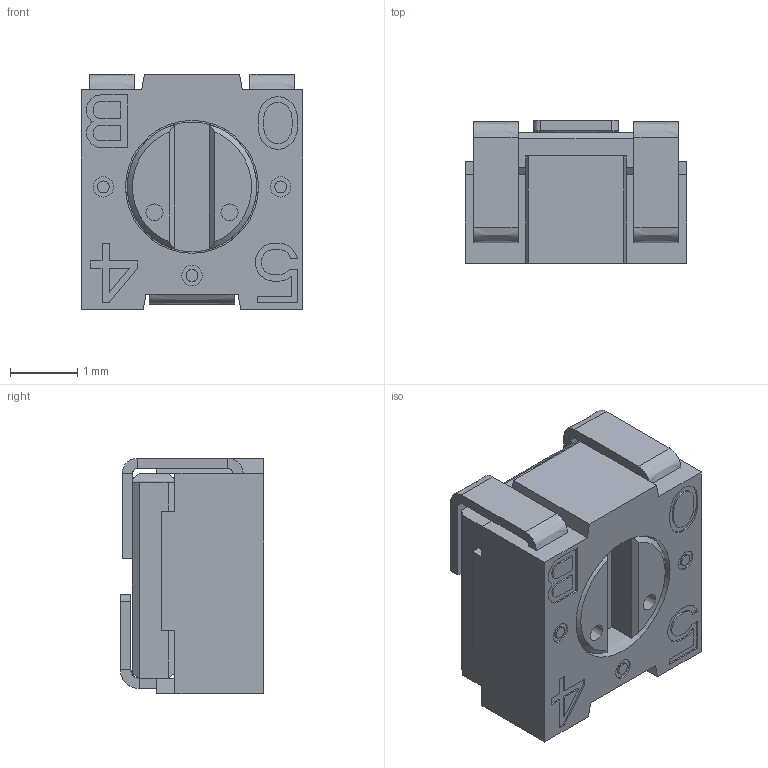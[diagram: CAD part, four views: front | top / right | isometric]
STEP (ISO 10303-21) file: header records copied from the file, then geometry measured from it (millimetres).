
FILE_DESCRIPTION((''),'2;1');
FILE_NAME('A3313J-B-POT_ASSY_ASM','2011-02-01T',('minhn'),('Bourns, Inc.'),'PRO/ENGINEER BY PARAMETRIC TECHNOLOGY CORPORATION, 2001200','PRO/ENGINEER BY PARAMETRIC TECHNOLOGY CORPORATION, 2001200','');
FILE_SCHEMA(('AUTOMOTIVE_DESIGN_CC2 { 1 2 10303 214 -1 1 5 2 }'));
Length unit declared in the file: inch
Products named in the file (2): P3313-A-HSG; A3313J-B-POT_ASSY_ASM
Assembly tree (1 placements, depth 2):
  A3313J-B-POT_ASSY_ASM
    P3313-A-HSG
Bounding box: 3.3 x 2.13 x 3.51 mm (x, y, z)
Volume: 19.4 mm3; surface area: 94.2 mm2
Topology: 1 solids, 1 shells, 318 faces, 862 edges, 549 vertices
Faces by surface type: bspline 318
Entity records: 13597 total; most frequent: CARTESIAN_POINT 3782, ORIENTED_EDGE 1724, DIRECTION 974, PRESENTATION_STYLE_ASSIGNMENT 870, STYLED_ITEM 863, CURVE_STYLE 862, EDGE_CURVE 862, VECTOR 732
